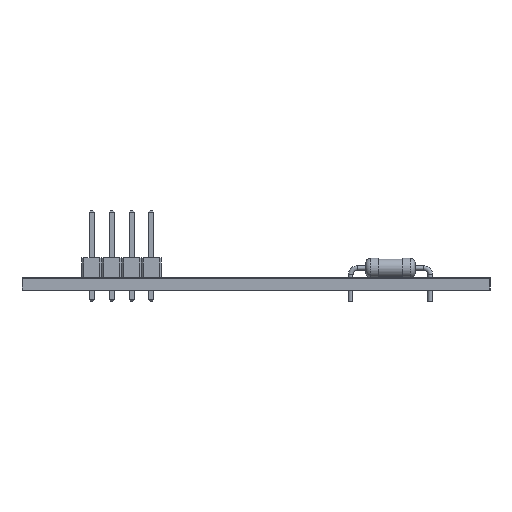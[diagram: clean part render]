
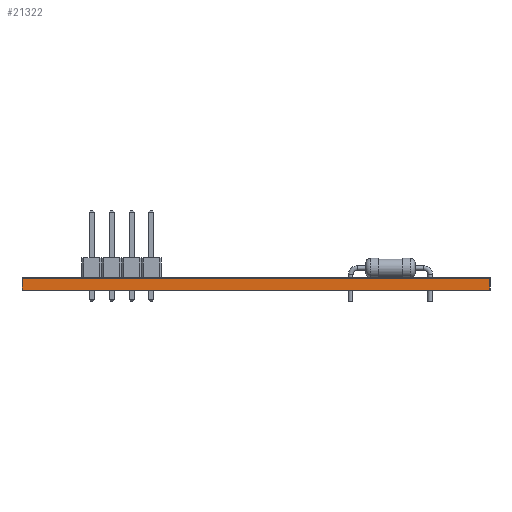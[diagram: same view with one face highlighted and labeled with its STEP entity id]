
A CAD part, left-side view. The second image highlights one B-rep face of the part: STEP entity #21322.
In plain terms, the highlighted planar face has unit normal (-1, 0, 0).
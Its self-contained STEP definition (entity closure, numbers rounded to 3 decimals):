
#21266 = VERTEX_POINT('',#21267);
#21267 = CARTESIAN_POINT('',(73.025,-135.89,1.51));
#21273 = EDGE_CURVE('',#21274,#21266,#21276,.T.);
#21274 = VERTEX_POINT('',#21275);
#21275 = CARTESIAN_POINT('',(73.025,-135.89,0.));
#21276 = LINE('',#21277,#21278);
#21277 = CARTESIAN_POINT('',(73.025,-135.89,0.));
#21278 = VECTOR('',#21279,1.);
#21279 = DIRECTION('',(0.,0.,1.));
#21322 = ADVANCED_FACE('',(#21323),#21348,.T.);
#21323 = FACE_BOUND('',#21324,.T.);
#21324 = EDGE_LOOP('',(#21325,#21326,#21334,#21342));
#21325 = ORIENTED_EDGE('',*,*,#21273,.T.);
#21326 = ORIENTED_EDGE('',*,*,#21327,.T.);
#21327 = EDGE_CURVE('',#21266,#21328,#21330,.T.);
#21328 = VERTEX_POINT('',#21329);
#21329 = CARTESIAN_POINT('',(73.025,-76.2,1.51));
#21330 = LINE('',#21331,#21332);
#21331 = CARTESIAN_POINT('',(73.025,-135.89,1.51));
#21332 = VECTOR('',#21333,1.);
#21333 = DIRECTION('',(0.,1.,0.));
#21334 = ORIENTED_EDGE('',*,*,#21335,.F.);
#21335 = EDGE_CURVE('',#21336,#21328,#21338,.T.);
#21336 = VERTEX_POINT('',#21337);
#21337 = CARTESIAN_POINT('',(73.025,-76.2,0.));
#21338 = LINE('',#21339,#21340);
#21339 = CARTESIAN_POINT('',(73.025,-76.2,0.));
#21340 = VECTOR('',#21341,1.);
#21341 = DIRECTION('',(0.,0.,1.));
#21342 = ORIENTED_EDGE('',*,*,#21343,.F.);
#21343 = EDGE_CURVE('',#21274,#21336,#21344,.T.);
#21344 = LINE('',#21345,#21346);
#21345 = CARTESIAN_POINT('',(73.025,-135.89,0.));
#21346 = VECTOR('',#21347,1.);
#21347 = DIRECTION('',(0.,1.,0.));
#21348 = PLANE('',#21349);
#21349 = AXIS2_PLACEMENT_3D('',#21350,#21351,#21352);
#21350 = CARTESIAN_POINT('',(73.025,-135.89,0.));
#21351 = DIRECTION('',(-1.,0.,0.));
#21352 = DIRECTION('',(0.,1.,0.));
